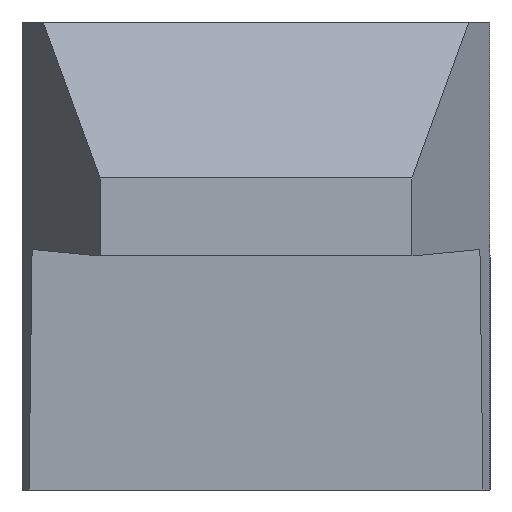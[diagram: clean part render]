
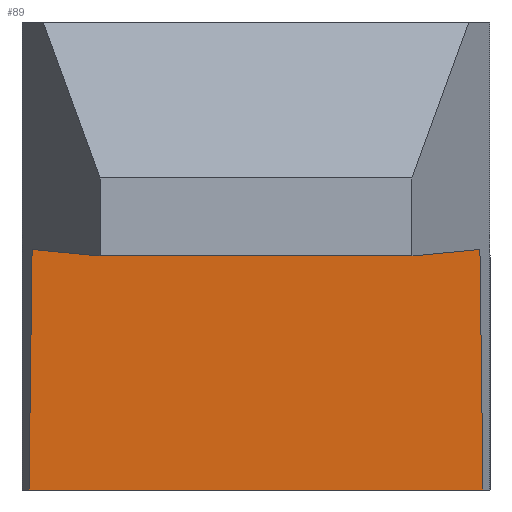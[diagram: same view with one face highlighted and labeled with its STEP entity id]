
A CAD part, left-side view. The second image highlights one B-rep face of the part: STEP entity #89.
In plain terms, the highlighted planar face has unit normal (-0.999, 0, -0.035).
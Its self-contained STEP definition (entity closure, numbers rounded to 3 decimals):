
#89 = ADVANCED_FACE( '', ( #128 ), #129, .T. );
#128 = FACE_OUTER_BOUND( '', #174, .T. );
#129 = PLANE( '', #175 );
#174 = EDGE_LOOP( '', ( #313, #314, #315, #316 ) );
#175 = AXIS2_PLACEMENT_3D( '', #317, #318, #319 );
#313 = ORIENTED_EDGE( '', *, *, #382, .F. );
#314 = ORIENTED_EDGE( '', *, *, #420, .T. );
#315 = ORIENTED_EDGE( '', *, *, #421, .T. );
#316 = ORIENTED_EDGE( '', *, *, #422, .T. );
#317 = CARTESIAN_POINT( '', ( -110., -30., 0. ) );
#318 = DIRECTION( '', ( -0.999, 0., -0.035 ) );
#319 = DIRECTION( '', ( -0.035, 0., 0.999 ) );
#382 = EDGE_CURVE( '', #449, #451, #452, .T. );
#420 = EDGE_CURVE( '', #449, #512, #514, .T. );
#421 = EDGE_CURVE( '', #512, #515, #516, .T. );
#422 = EDGE_CURVE( '', #515, #451, #517, .T. );
#449 = VERTEX_POINT( '', #552 );
#451 = VERTEX_POINT( '', #555 );
#452 = LINE( '', #556, #557 );
#512 = VERTEX_POINT( '', #645 );
#514 = LINE( '', #648, #649 );
#515 = VERTEX_POINT( '', #650 );
#516 = LINE( '', #651, #652 );
#517 = LINE( '', #653, #654 );
#552 = CARTESIAN_POINT( '', ( -110., -29.099, 0. ) );
#555 = CARTESIAN_POINT( '', ( -110., 29.099, 0. ) );
#556 = CARTESIAN_POINT( '', ( -110., -30., 0. ) );
#557 = VECTOR( '', #684, 1000. );
#645 = CARTESIAN_POINT( '', ( -111.077, -28.707, 30.835 ) );
#648 = CARTESIAN_POINT( '', ( -110.941, -28.757, 26.951 ) );
#649 = VECTOR( '', #738, 1000. );
#650 = CARTESIAN_POINT( '', ( -111.077, 28.707, 30.835 ) );
#651 = CARTESIAN_POINT( '', ( -111.077, -30., 30.835 ) );
#652 = VECTOR( '', #739, 1000. );
#653 = CARTESIAN_POINT( '', ( -110.903, 28.77, 25.866 ) );
#654 = VECTOR( '', #740, 1000. );
#684 = DIRECTION( '', ( 0., 1., 0. ) );
#738 = DIRECTION( '', ( -0.035, 0.013, 0.999 ) );
#739 = DIRECTION( '', ( 0., 1., 0. ) );
#740 = DIRECTION( '', ( 0.035, 0.013, -0.999 ) );
